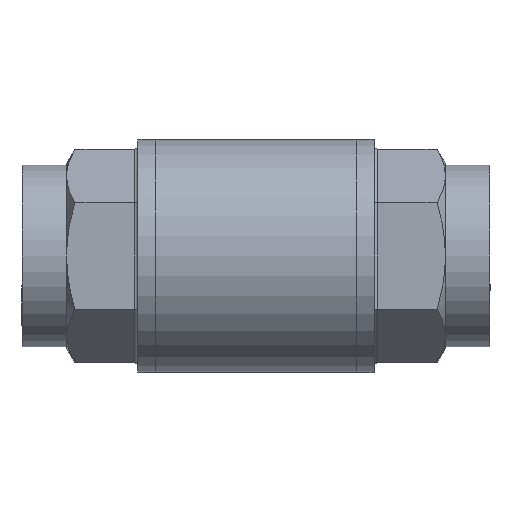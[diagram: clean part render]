
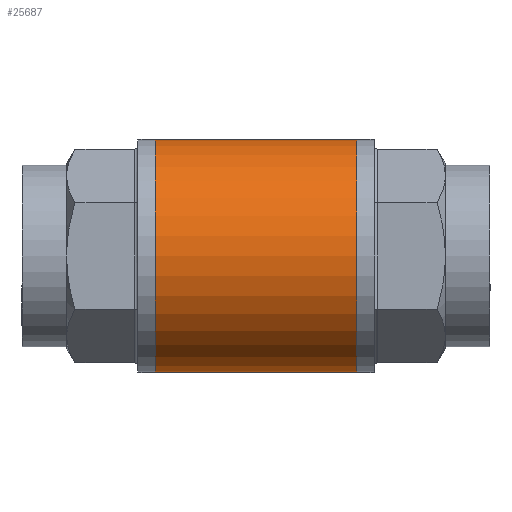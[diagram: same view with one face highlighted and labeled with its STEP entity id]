
A CAD part, front view. The second image highlights one B-rep face of the part: STEP entity #25687.
In plain terms, the highlighted cylindrical face has radius 17 mm (diameter 34 mm), a full revolution.
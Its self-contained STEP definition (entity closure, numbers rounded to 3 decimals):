
#361=FACE_BOUND('',#3670,.T.);
#2184=FACE_OUTER_BOUND('',#3669,.T.);
#3669=EDGE_LOOP('',(#19196,#19197,#19198,#19199));
#3670=EDGE_LOOP('',(#19200,#19201));
#4914=CIRCLE('',#27075,17.);
#4915=CIRCLE('',#27076,17.);
#5862=B_SPLINE_CURVE_WITH_KNOTS('',3,(#49940,#49941,#49942,#49943,#49944,
#49945,#49946,#49947,#49948,#49949,#49950,#49951,#49952,#49953,#49954,#49955,
#49956,#49957,#49958,#49959),.UNSPECIFIED.,.F.,.F.,(4,2,2,2,2,2,2,2,2,4),
(-5.022,-4.957,-4.66,-4.362,
-4.065,-3.767,-3.47,-2.9,
-2.615,-2.33),.UNSPECIFIED.);
#5863=B_SPLINE_CURVE_WITH_KNOTS('',3,(#49960,#49961,#49962,#49963,#49964,
#49965,#49966,#49967,#49968,#49969,#49970,#49971,#49972,#49973,#49974,#49975,
#49976,#49977,#49978,#49979,#49980,#49981,#49982,#49983,#49984,#49985,#49986,
#49987,#49988,#49989,#49990,#49991,#49992,#49993,#49994,#49995,#49996,#49997,
#49998,#49999,#50000,#50001,#50002),.UNSPECIFIED.,.F.,.F.,(4,2,2,2,2,2,
2,3,2,2,2,2,2,2,2,2,2,2,2,2,4),(-2.33,-2.045,-1.76,
-1.19,-0.893,-0.595,-0.298,
0.,0.298,0.595,0.893,1.19,
1.76,2.045,2.33,2.615,2.9,
3.47,3.767,4.065,4.297),
 .UNSPECIFIED.);
#7055=LINE('',#50018,#8946);
#8946=VECTOR('',#29175,17.);
#11167=VERTEX_POINT('',#49938);
#11168=VERTEX_POINT('',#49939);
#11171=VERTEX_POINT('',#50015);
#11172=VERTEX_POINT('',#50017);
#14169=EDGE_CURVE('',#11167,#11168,#5862,.T.);
#14170=EDGE_CURVE('',#11168,#11167,#5863,.T.);
#14175=EDGE_CURVE('',#11171,#11171,#4914,.T.);
#14176=EDGE_CURVE('',#11171,#11172,#7055,.T.);
#14177=EDGE_CURVE('',#11172,#11172,#4915,.T.);
#19196=ORIENTED_EDGE('',*,*,#14175,.F.);
#19197=ORIENTED_EDGE('',*,*,#14176,.T.);
#19198=ORIENTED_EDGE('',*,*,#14177,.F.);
#19199=ORIENTED_EDGE('',*,*,#14176,.F.);
#19200=ORIENTED_EDGE('',*,*,#14169,.T.);
#19201=ORIENTED_EDGE('',*,*,#14170,.T.);
#25114=CYLINDRICAL_SURFACE('',#27074,17.);
#25687=ADVANCED_FACE('',(#2184,#361),#25114,.T.);
#27074=AXIS2_PLACEMENT_3D('',#50014,#29171,#29172);
#27075=AXIS2_PLACEMENT_3D('',#50016,#29173,#29174);
#27076=AXIS2_PLACEMENT_3D('',#50019,#29176,#29177);
#29171=DIRECTION('center_axis',(1.,0.,0.));
#29172=DIRECTION('ref_axis',(0.,0.,-1.));
#29173=DIRECTION('center_axis',(1.,0.,0.));
#29174=DIRECTION('ref_axis',(0.,0.,-1.));
#29175=DIRECTION('',(-1.,0.,0.));
#29176=DIRECTION('center_axis',(-1.,0.,0.));
#29177=DIRECTION('ref_axis',(0.,0.,-1.));
#49938=CARTESIAN_POINT('',(3.5,9.909,13.813));
#49939=CARTESIAN_POINT('',(-14.25,17.,0.));
#49940=CARTESIAN_POINT('Ctrl Pts',(3.5,9.909,13.813));
#49941=CARTESIAN_POINT('Ctrl Pts',(3.3,9.838,13.864));
#49942=CARTESIAN_POINT('Ctrl Pts',(3.099,9.772,13.911));
#49943=CARTESIAN_POINT('Ctrl Pts',(1.961,9.433,14.147));
#49944=CARTESIAN_POINT('Ctrl Pts',(0.992,9.27,14.25));
#49945=CARTESIAN_POINT('Ctrl Pts',(-0.992,9.27,
14.25));
#49946=CARTESIAN_POINT('Ctrl Pts',(-1.961,9.433,14.147));
#49947=CARTESIAN_POINT('Ctrl Pts',(-3.829,9.99,13.759));
#49948=CARTESIAN_POINT('Ctrl Pts',(-4.729,10.381,13.475));
#49949=CARTESIAN_POINT('Ctrl Pts',(-6.439,11.264,12.746));
#49950=CARTESIAN_POINT('Ctrl Pts',(-7.251,11.755,12.301));
#49951=CARTESIAN_POINT('Ctrl Pts',(-8.759,12.741,11.277));
#49952=CARTESIAN_POINT('Ctrl Pts',(-9.454,13.234,10.698));
#49953=CARTESIAN_POINT('Ctrl Pts',(-11.268,14.569,8.885));
#49954=CARTESIAN_POINT('Ctrl Pts',(-12.355,15.44,7.35));
#49955=CARTESIAN_POINT('Ctrl Pts',(-13.475,16.354,4.732));
#49956=CARTESIAN_POINT('Ctrl Pts',(-13.766,16.596,3.807));
#49957=CARTESIAN_POINT('Ctrl Pts',(-14.154,16.919,1.916));
#49958=CARTESIAN_POINT('Ctrl Pts',(-14.25,17.,0.95));
#49959=CARTESIAN_POINT('Ctrl Pts',(-14.25,17.,0.));
#49960=CARTESIAN_POINT('Ctrl Pts',(-14.25,17.,0.));
#49961=CARTESIAN_POINT('Ctrl Pts',(-14.25,17.,-0.95));
#49962=CARTESIAN_POINT('Ctrl Pts',(-14.154,16.919,-1.916));
#49963=CARTESIAN_POINT('Ctrl Pts',(-13.766,16.596,-3.807));
#49964=CARTESIAN_POINT('Ctrl Pts',(-13.475,16.354,-4.732));
#49965=CARTESIAN_POINT('Ctrl Pts',(-12.355,15.44,-7.35));
#49966=CARTESIAN_POINT('Ctrl Pts',(-11.268,14.569,-8.885));
#49967=CARTESIAN_POINT('Ctrl Pts',(-9.454,13.234,-10.698));
#49968=CARTESIAN_POINT('Ctrl Pts',(-8.759,12.741,-11.277));
#49969=CARTESIAN_POINT('Ctrl Pts',(-7.251,11.755,-12.301));
#49970=CARTESIAN_POINT('Ctrl Pts',(-6.439,11.264,-12.746));
#49971=CARTESIAN_POINT('Ctrl Pts',(-4.729,10.381,-13.475));
#49972=CARTESIAN_POINT('Ctrl Pts',(-3.829,9.99,-13.759));
#49973=CARTESIAN_POINT('Ctrl Pts',(-1.961,9.433,-14.147));
#49974=CARTESIAN_POINT('Ctrl Pts',(-0.992,9.27,
-14.25));
#49975=CARTESIAN_POINT('Ctrl Pts',(0.,9.27,-14.25));
#49976=CARTESIAN_POINT('Ctrl Pts',(0.992,9.27,-14.25));
#49977=CARTESIAN_POINT('Ctrl Pts',(1.961,9.433,-14.147));
#49978=CARTESIAN_POINT('Ctrl Pts',(3.829,9.99,-13.759));
#49979=CARTESIAN_POINT('Ctrl Pts',(4.729,10.381,-13.475));
#49980=CARTESIAN_POINT('Ctrl Pts',(6.439,11.264,-12.746));
#49981=CARTESIAN_POINT('Ctrl Pts',(7.251,11.755,-12.301));
#49982=CARTESIAN_POINT('Ctrl Pts',(8.759,12.741,-11.277));
#49983=CARTESIAN_POINT('Ctrl Pts',(9.454,13.234,-10.698));
#49984=CARTESIAN_POINT('Ctrl Pts',(11.268,14.569,-8.885));
#49985=CARTESIAN_POINT('Ctrl Pts',(12.355,15.44,-7.35));
#49986=CARTESIAN_POINT('Ctrl Pts',(13.475,16.354,-4.732));
#49987=CARTESIAN_POINT('Ctrl Pts',(13.766,16.596,-3.807));
#49988=CARTESIAN_POINT('Ctrl Pts',(14.154,16.919,-1.916));
#49989=CARTESIAN_POINT('Ctrl Pts',(14.25,17.,-0.95));
#49990=CARTESIAN_POINT('Ctrl Pts',(14.25,17.,0.95));
#49991=CARTESIAN_POINT('Ctrl Pts',(14.154,16.919,1.916));
#49992=CARTESIAN_POINT('Ctrl Pts',(13.766,16.596,3.807));
#49993=CARTESIAN_POINT('Ctrl Pts',(13.475,16.354,4.732));
#49994=CARTESIAN_POINT('Ctrl Pts',(12.355,15.44,7.35));
#49995=CARTESIAN_POINT('Ctrl Pts',(11.268,14.569,8.885));
#49996=CARTESIAN_POINT('Ctrl Pts',(9.454,13.234,10.698));
#49997=CARTESIAN_POINT('Ctrl Pts',(8.759,12.741,11.277));
#49998=CARTESIAN_POINT('Ctrl Pts',(7.251,11.755,12.301));
#49999=CARTESIAN_POINT('Ctrl Pts',(6.439,11.264,12.746));
#50000=CARTESIAN_POINT('Ctrl Pts',(4.915,10.477,13.395));
#50001=CARTESIAN_POINT('Ctrl Pts',(4.219,10.163,13.631));
#50002=CARTESIAN_POINT('Ctrl Pts',(3.5,9.909,13.813));
#50014=CARTESIAN_POINT('Origin',(0.,0.,0.));
#50015=CARTESIAN_POINT('',(14.7,0.,17.));
#50016=CARTESIAN_POINT('Origin',(14.7,0.,0.));
#50017=CARTESIAN_POINT('',(-14.7,0.,17.));
#50018=CARTESIAN_POINT('',(0.,0.,17.));
#50019=CARTESIAN_POINT('Origin',(-14.7,0.,0.));
